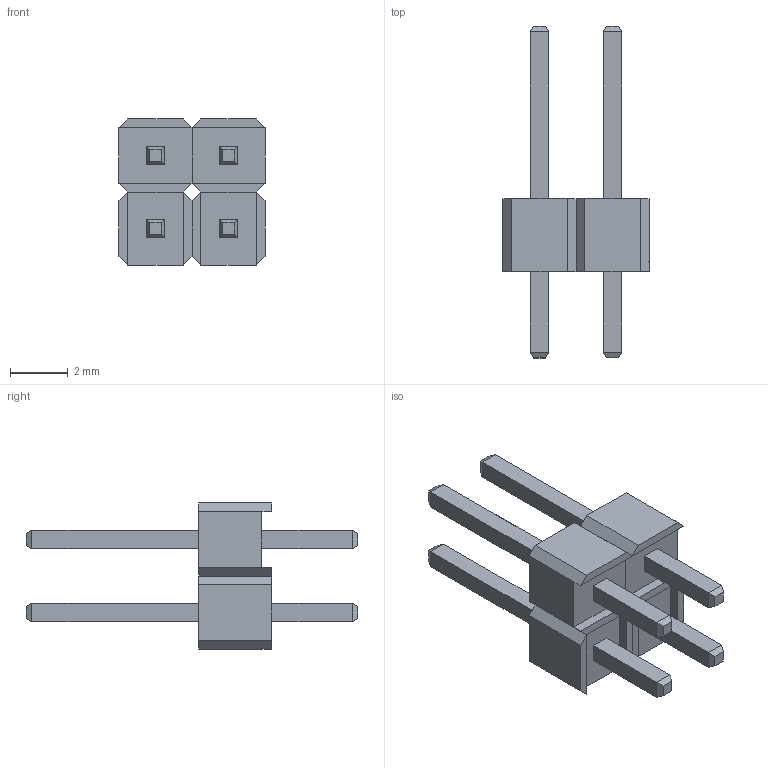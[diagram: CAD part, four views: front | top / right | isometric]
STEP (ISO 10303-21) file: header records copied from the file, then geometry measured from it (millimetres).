
FILE_DESCRIPTION (( 'STEP AP214' ), '1' );
FILE_NAME ('thr_dip_2x2.STEP', '2024-04-11T12:59:31', ( '' ), ( '' ), 'SwSTEP 2.0', 'SolidWorks 2020', '' );
FILE_SCHEMA (( 'AUTOMOTIVE_DESIGN' ));
Length unit declared in the file: millimetre
Products named in the file (2): PIN2_54_single.step; thr_dip_2x2
Assembly tree (4 placements, depth 2):
  thr_dip_2x2
    PIN2_54_single.step  x4
Bounding box: 5.08 x 11.54 x 5.08 mm (x, y, z)
Volume: 72.1 mm3; surface area: 241.4 mm2
Topology: 4 solids, 4 shells, 128 faces, 288 edges, 176 vertices
Faces by surface type: plane 128
Entity records: 1104 total; most frequent: CARTESIAN_POINT 155, DIRECTION 150, ORIENTED_EDGE 144, LINE 72, EDGE_CURVE 72, VECTOR 72, VERTEX_POINT 44, AXIS2_PLACEMENT_3D 39
